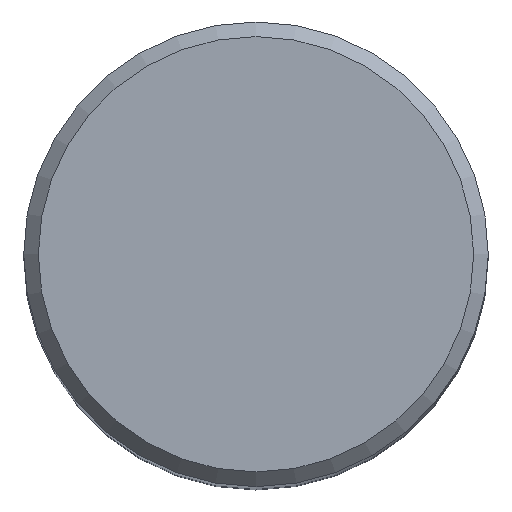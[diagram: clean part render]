
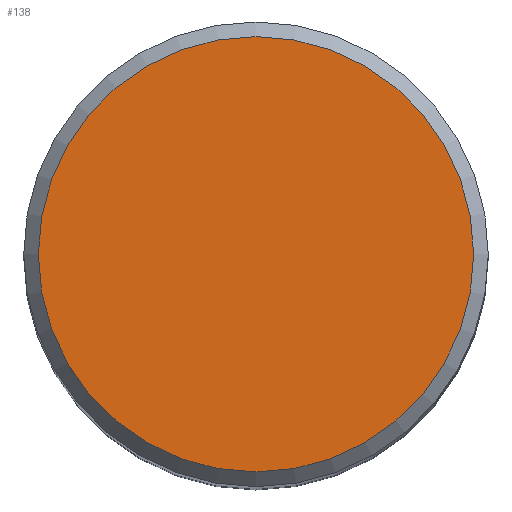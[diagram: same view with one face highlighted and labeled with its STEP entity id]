
A CAD part, top view. The second image highlights one B-rep face of the part: STEP entity #138.
In plain terms, the highlighted planar face has unit normal (0, 0, 1).
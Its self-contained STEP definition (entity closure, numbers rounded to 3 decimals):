
#100=PLANE('',#389);
#115=FACE_OUTER_BOUND('',#183,.T.);
#138=ADVANCED_FACE('',(#115),#100,.F.);
#183=EDGE_LOOP('',(#251));
#251=ORIENTED_EDGE('',*,*,#313,.T.);
#279=VERTEX_POINT('',#599);
#313=EDGE_CURVE('',#279,#279,#327,.T.);
#327=CIRCLE('',#388,7.428);
#388=AXIS2_PLACEMENT_3D('',#598,#481,#482);
#389=AXIS2_PLACEMENT_3D('',#600,#483,#484);
#481=DIRECTION('',(0.,0.,1.));
#482=DIRECTION('',(1.,0.,0.));
#483=DIRECTION('',(0.,0.,-1.));
#484=DIRECTION('',(1.,0.,0.));
#598=CARTESIAN_POINT('',(0.,0.,48.));
#599=CARTESIAN_POINT('',(7.428,0.,48.));
#600=CARTESIAN_POINT('',(7.428,0.,48.));
